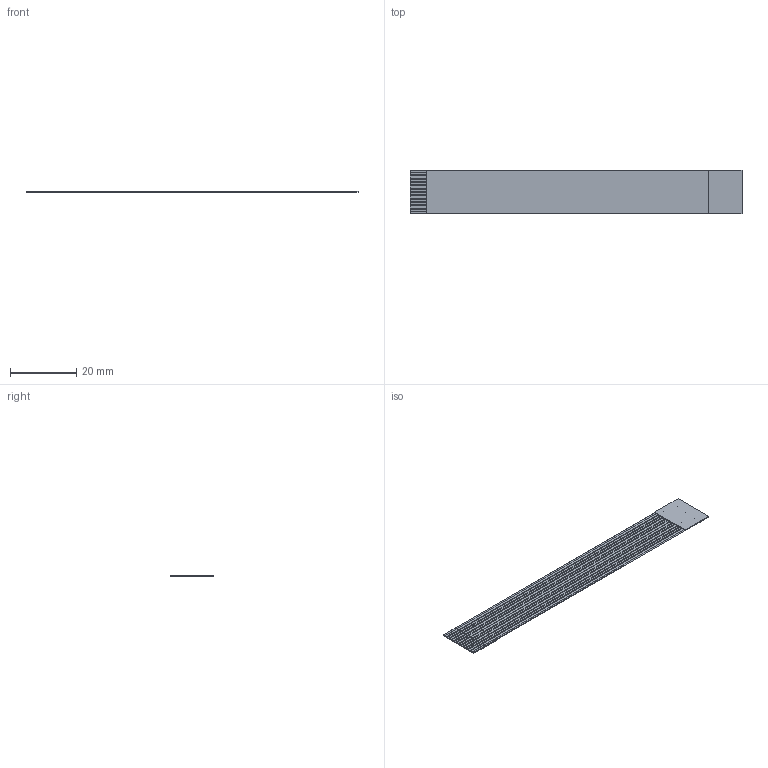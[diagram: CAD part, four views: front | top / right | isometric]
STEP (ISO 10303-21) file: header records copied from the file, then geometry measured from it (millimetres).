
FILE_DESCRIPTION(/* description */ ('Unknown'),/* implementation_level */ '2;1');
FILE_NAME(/* name */ '686712100001',/* time_stamp */ '2020-02-17T11:26:40+01:00',/* author */ ('Unknown'),/* organization */ ('Unknown'),/* preprocessor_version */ 'ST-DEVELOPER v16.7',/* originating_system */ 'DEX',/* authorisation */ $);
FILE_SCHEMA (('AUTOMOTIVE_DESIGN {1 0 10303 214 3 1 1}'));
Length unit declared in the file: millimetre
Products named in the file (2): 6867xx100001; 686712100001
Assembly tree (1 placements, depth 2):
  6867xx100001
    686712100001
Bounding box: 100 x 13 x 0.59 mm (x, y, z)
Volume: 190.2 mm3; surface area: 4282.2 mm2
Topology: 1 solids, 1 shells, 92 faces, 286 edges, 172 vertices
Faces by surface type: plane 92
Entity records: 3826 total; most frequent: ORIENTED_EDGE 572, CARTESIAN_POINT 560, DIRECTION 470, EDGE_CURVE 286, LINE 282, VECTOR 282, VERTEX_POINT 172, AXIS2_PLACEMENT_3D 94
